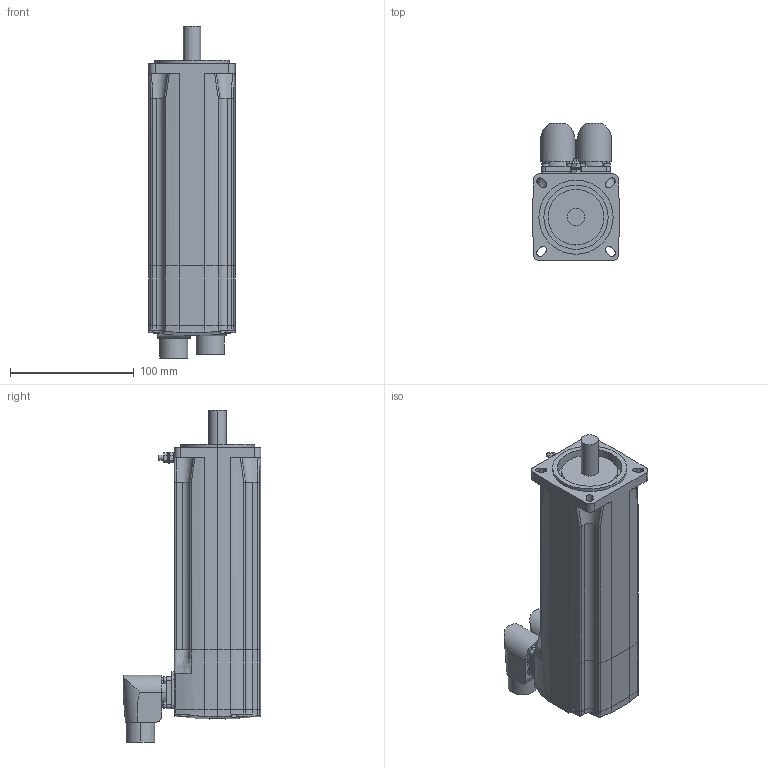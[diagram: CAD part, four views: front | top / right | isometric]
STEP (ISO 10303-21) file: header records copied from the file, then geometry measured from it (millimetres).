
FILE_DESCRIPTION(('STEP AP242'),'1');
FILE_NAME('sh30703p02a2000.stp','2020-12-24T08:29:22',('TraceParts'),('TraceParts S.A.'),'Spatial InterOp 3D',' ',' ');
FILE_SCHEMA(('AP242_MANAGED_MODEL_BASED_3D_ENGINEERING_MIM_LF {1 0 10303 442 1 1 4}'));
Length unit declared in the file: millimetre
Products named in the file (1): sh30703p02a2000_1
Bounding box: 70 x 111.4 x 268.45 mm (x, y, z)
Volume: 1014067.1 mm3; surface area: 105389.8 mm2
Topology: 6 solids, 6 shells, 433 faces, 1113 edges, 736 vertices
Faces by surface type: cylinder 206, plane 171, bspline 33, torus 16, cone 5, sphere 2
Entity records: 18791 total; most frequent: CARTESIAN_POINT 4686, ORIENTED_EDGE 2226, DIRECTION 2206, EDGE_CURVE 1113, AXIS2_PLACEMENT_3D 850, VERTEX_POINT 736, LINE 506, VECTOR 506
